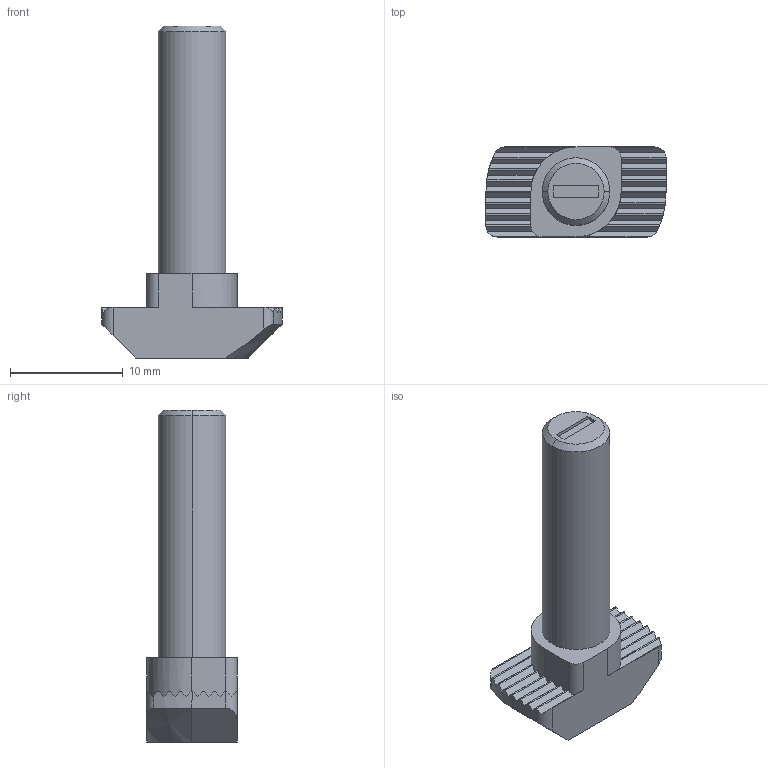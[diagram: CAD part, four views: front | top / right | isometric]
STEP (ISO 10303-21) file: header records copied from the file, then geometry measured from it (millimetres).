
FILE_DESCRIPTION (( 'STEP AP214' ), '1' );
FILE_NAME ('096hk0830m0625.STEP', '2014-08-18T13:33:24', ( '' ), ( '' ), 'SwSTEP 2.0', 'SolidWorks 2014', '' );
FILE_SCHEMA (( 'AUTOMOTIVE_DESIGN' ));
Length unit declared in the file: millimetre
Products named in the file (1): 096hk0830m0625
Bounding box: 16 x 8 x 29.5 mm (x, y, z)
Volume: 1244.7 mm3; surface area: 949.9 mm2
Topology: 1 solids, 1 shells, 99 faces, 270 edges, 175 vertices
Faces by surface type: plane 61, cylinder 32, cone 6
Entity records: 3380 total; most frequent: CARTESIAN_POINT 989, ORIENTED_EDGE 536, DIRECTION 432, EDGE_CURVE 268, VERTEX_POINT 175, VECTOR 152, LINE 152, AXIS2_PLACEMENT_3D 140
